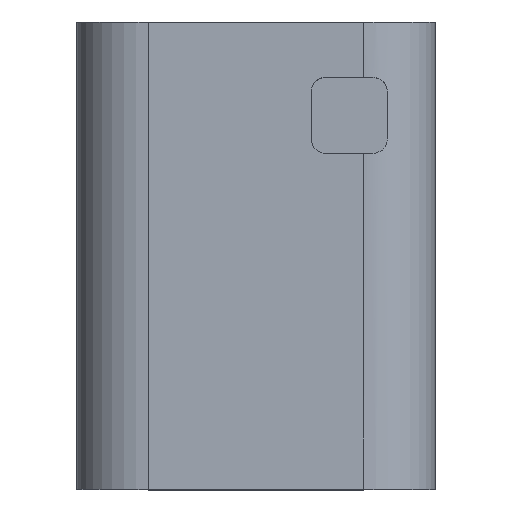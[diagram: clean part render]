
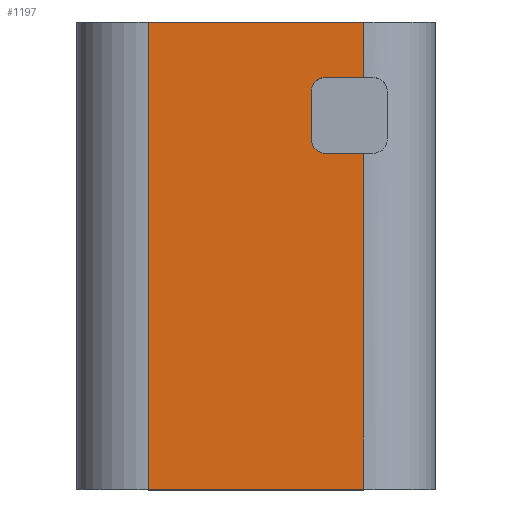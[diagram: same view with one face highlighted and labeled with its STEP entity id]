
A CAD part, top view. The second image highlights one B-rep face of the part: STEP entity #1197.
In plain terms, the highlighted planar face has unit normal (0, 0, 1).
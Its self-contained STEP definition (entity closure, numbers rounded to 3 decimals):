
#21 = DIRECTION ( 'NONE',  ( 1., 0., 0. ) ) ;
#75 = VECTOR ( 'NONE', #3108, 1000. ) ;
#95 = VECTOR ( 'NONE', #1880, 1000. ) ;
#112 = FACE_OUTER_BOUND ( 'NONE', #528, .T. ) ;
#178 = ORIENTED_EDGE ( 'NONE', *, *, #1504, .T. ) ;
#183 = VERTEX_POINT ( 'NONE', #3073 ) ;
#197 = AXIS2_PLACEMENT_3D ( 'NONE', #2598, #2114, #3081 ) ;
#250 = CARTESIAN_POINT ( 'NONE',  ( 7.7, 57.4, 0. ) ) ;
#273 = VECTOR ( 'NONE', #21, 1000. ) ;
#305 = CIRCLE ( 'NONE', #197, 2. ) ;
#337 = CARTESIAN_POINT ( 'NONE',  ( -15., 65.1, 0. ) ) ;
#347 = ORIENTED_EDGE ( 'NONE', *, *, #901, .T. ) ;
#367 = DIRECTION ( 'NONE',  ( 0., -1., 0. ) ) ;
#371 = DIRECTION ( 'NONE',  ( 1., 0., 0. ) ) ;
#380 = CARTESIAN_POINT ( 'NONE',  ( 9.7, 48.8, 0. ) ) ;
#488 = VERTEX_POINT ( 'NONE', #2613 ) ;
#528 = EDGE_LOOP ( 'NONE', ( #2102, #2925, #178, #2589, #2425, #2933, #3136, #347, #2951, #2039 ) ) ;
#539 = VERTEX_POINT ( 'NONE', #2101 ) ;
#564 = EDGE_CURVE ( 'NONE', #1703, #969, #908, .T. ) ;
#606 = DIRECTION ( 'NONE',  ( 0., 0., -1. ) ) ;
#702 = CARTESIAN_POINT ( 'NONE',  ( 18.3, 57.4, 0. ) ) ;
#735 = VERTEX_POINT ( 'NONE', #2736 ) ;
#848 = EDGE_CURVE ( 'NONE', #539, #2926, #3022, .T. ) ;
#869 = DIRECTION ( 'NONE',  ( -1., 0., 0. ) ) ;
#901 = EDGE_CURVE ( 'NONE', #183, #3122, #305, .T. ) ;
#908 = LINE ( 'NONE', #1633, #95 ) ;
#945 = LINE ( 'NONE', #702, #1433 ) ;
#957 = DIRECTION ( 'NONE',  ( 1., 0., 0. ) ) ;
#969 = VERTEX_POINT ( 'NONE', #1373 ) ;
#1060 = CARTESIAN_POINT ( 'NONE',  ( -25., 65.1, 0. ) ) ;
#1075 = DIRECTION ( 'NONE',  ( -1., 0., 0. ) ) ;
#1197 = ADVANCED_FACE ( 'NONE', ( #112 ), #1554, .F. ) ;
#1225 = CARTESIAN_POINT ( 'NONE',  ( -25., 0., 0. ) ) ;
#1373 = CARTESIAN_POINT ( 'NONE',  ( 9.7, 46.8, 0. ) ) ;
#1391 = DIRECTION ( 'NONE',  ( 0., 1., 0. ) ) ;
#1418 = CARTESIAN_POINT ( 'NONE',  ( 15., 46.8, 0. ) ) ;
#1433 = VECTOR ( 'NONE', #957, 1000. ) ;
#1504 = EDGE_CURVE ( 'NONE', #488, #2973, #2198, .T. ) ;
#1554 = PLANE ( 'NONE',  #3057 ) ;
#1555 = EDGE_CURVE ( 'NONE', #2973, #1703, #2605, .T. ) ;
#1570 = LINE ( 'NONE', #2843, #2060 ) ;
#1579 = CARTESIAN_POINT ( 'NONE',  ( -15., 65.1, 0. ) ) ;
#1588 = EDGE_CURVE ( 'NONE', #969, #735, #2959, .T. ) ;
#1633 = CARTESIAN_POINT ( 'NONE',  ( 18.3, 46.8, 0. ) ) ;
#1703 = VERTEX_POINT ( 'NONE', #1418 ) ;
#1854 = CARTESIAN_POINT ( 'NONE',  ( 15., 0., 0. ) ) ;
#1880 = DIRECTION ( 'NONE',  ( -1., 0., 0. ) ) ;
#1902 = EDGE_CURVE ( 'NONE', #1930, #488, #2511, .T. ) ;
#1908 = CARTESIAN_POINT ( 'NONE',  ( 9.7, 57.4, 0. ) ) ;
#1930 = VERTEX_POINT ( 'NONE', #1579 ) ;
#2039 = ORIENTED_EDGE ( 'NONE', *, *, #848, .T. ) ;
#2060 = VECTOR ( 'NONE', #371, 1000. ) ;
#2101 = CARTESIAN_POINT ( 'NONE',  ( 15., 57.4, 0. ) ) ;
#2102 = ORIENTED_EDGE ( 'NONE', *, *, #2515, .F. ) ;
#2108 = DIRECTION ( 'NONE',  ( 0., 0., -1. ) ) ;
#2114 = DIRECTION ( 'NONE',  ( 0., 0., -1. ) ) ;
#2176 = LINE ( 'NONE', #250, #75 ) ;
#2198 = LINE ( 'NONE', #1225, #273 ) ;
#2288 = DIRECTION ( 'NONE',  ( 0., 1., 0. ) ) ;
#2316 = VECTOR ( 'NONE', #367, 1000. ) ;
#2425 = ORIENTED_EDGE ( 'NONE', *, *, #564, .T. ) ;
#2485 = VECTOR ( 'NONE', #2288, 1000. ) ;
#2511 = LINE ( 'NONE', #337, #2316 ) ;
#2515 = EDGE_CURVE ( 'NONE', #1930, #2926, #1570, .T. ) ;
#2569 = VECTOR ( 'NONE', #1391, 1000. ) ;
#2589 = ORIENTED_EDGE ( 'NONE', *, *, #1555, .T. ) ;
#2598 = CARTESIAN_POINT ( 'NONE',  ( 9.7, 55.4, 0. ) ) ;
#2605 = LINE ( 'NONE', #3031, #2569 ) ;
#2610 = AXIS2_PLACEMENT_3D ( 'NONE', #380, #2108, #869 ) ;
#2613 = CARTESIAN_POINT ( 'NONE',  ( -15., 0., 0. ) ) ;
#2700 = CARTESIAN_POINT ( 'NONE',  ( 15., 65.1, 0. ) ) ;
#2734 = EDGE_CURVE ( 'NONE', #735, #183, #2176, .T. ) ;
#2736 = CARTESIAN_POINT ( 'NONE',  ( 7.7, 48.8, 0. ) ) ;
#2751 = CARTESIAN_POINT ( 'NONE',  ( 15., 65.1, 0. ) ) ;
#2777 = EDGE_CURVE ( 'NONE', #3122, #539, #945, .T. ) ;
#2843 = CARTESIAN_POINT ( 'NONE',  ( -25., 65.1, 0. ) ) ;
#2925 = ORIENTED_EDGE ( 'NONE', *, *, #1902, .T. ) ;
#2926 = VERTEX_POINT ( 'NONE', #2700 ) ;
#2933 = ORIENTED_EDGE ( 'NONE', *, *, #1588, .T. ) ;
#2951 = ORIENTED_EDGE ( 'NONE', *, *, #2777, .T. ) ;
#2959 = CIRCLE ( 'NONE', #2610, 2. ) ;
#2973 = VERTEX_POINT ( 'NONE', #1854 ) ;
#3022 = LINE ( 'NONE', #2751, #2485 ) ;
#3031 = CARTESIAN_POINT ( 'NONE',  ( 15., 65.1, 0. ) ) ;
#3057 = AXIS2_PLACEMENT_3D ( 'NONE', #1060, #606, #1075 ) ;
#3073 = CARTESIAN_POINT ( 'NONE',  ( 7.7, 55.4, 0. ) ) ;
#3081 = DIRECTION ( 'NONE',  ( -1., 0., 0. ) ) ;
#3108 = DIRECTION ( 'NONE',  ( 0., 1., 0. ) ) ;
#3122 = VERTEX_POINT ( 'NONE', #1908 ) ;
#3136 = ORIENTED_EDGE ( 'NONE', *, *, #2734, .T. ) ;
